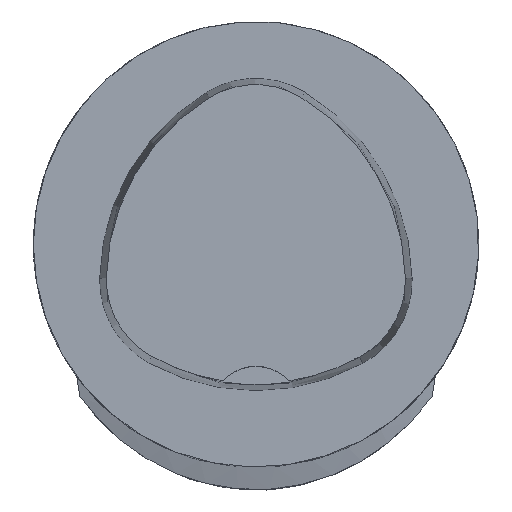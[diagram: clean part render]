
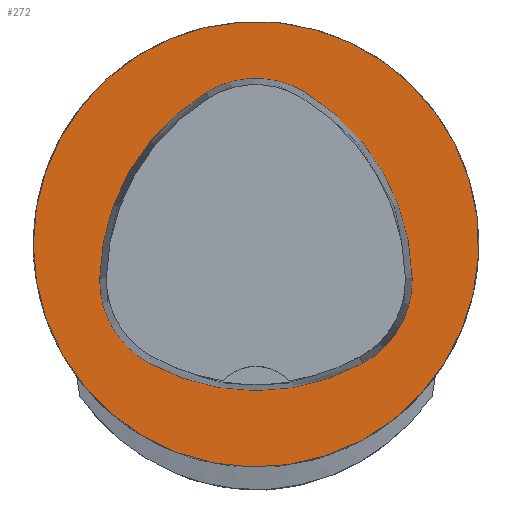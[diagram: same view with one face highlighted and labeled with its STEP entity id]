
A CAD part, top view. The second image highlights one B-rep face of the part: STEP entity #272.
In plain terms, the highlighted planar face has unit normal (0, 0, 1).
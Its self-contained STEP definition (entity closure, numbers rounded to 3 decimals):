
#272=ADVANCED_FACE('',(#689,#690),#345,.T.);
#345=PLANE('',#1854);
#689=FACE_BOUND('',#735,.T.);
#690=FACE_BOUND('',#736,.T.);
#735=EDGE_LOOP('',(#999,#1000,#1001,#1002,#1003,#1004));
#736=EDGE_LOOP('',(#1005));
#999=ORIENTED_EDGE('',*,*,#1549,.T.);
#1000=ORIENTED_EDGE('',*,*,#1529,.T.);
#1001=ORIENTED_EDGE('',*,*,#1533,.T.);
#1002=ORIENTED_EDGE('',*,*,#1536,.T.);
#1003=ORIENTED_EDGE('',*,*,#1539,.T.);
#1004=ORIENTED_EDGE('',*,*,#1547,.T.);
#1005=ORIENTED_EDGE('',*,*,#1511,.F.);
#1331=VERTEX_POINT('',#2718);
#1348=VERTEX_POINT('',#2764);
#1349=VERTEX_POINT('',#2765);
#1352=VERTEX_POINT('',#2773);
#1354=VERTEX_POINT('',#2779);
#1356=VERTEX_POINT('',#2785);
#1363=VERTEX_POINT('',#2806);
#1511=EDGE_CURVE('',#1331,#1331,#1663,.T.);
#1529=EDGE_CURVE('',#1348,#1349,#1664,.T.);
#1533=EDGE_CURVE('',#1349,#1352,#1666,.T.);
#1536=EDGE_CURVE('',#1352,#1354,#1668,.T.);
#1539=EDGE_CURVE('',#1354,#1356,#1670,.T.);
#1547=EDGE_CURVE('',#1356,#1363,#1674,.T.);
#1549=EDGE_CURVE('',#1363,#1348,#1676,.T.);
#1663=CIRCLE('',#1821,20.);
#1664=CIRCLE('',#1832,20.);
#1666=CIRCLE('',#1835,8.5);
#1668=CIRCLE('',#1838,20.);
#1670=CIRCLE('',#1841,8.5);
#1674=CIRCLE('',#1846,20.);
#1676=CIRCLE('',#1849,8.5);
#1821=AXIS2_PLACEMENT_3D('',#2717,#2113,#2114);
#1832=AXIS2_PLACEMENT_3D('',#2763,#2143,#2144);
#1835=AXIS2_PLACEMENT_3D('',#2772,#2151,#2152);
#1838=AXIS2_PLACEMENT_3D('',#2778,#2158,#2159);
#1841=AXIS2_PLACEMENT_3D('',#2784,#2165,#2166);
#1846=AXIS2_PLACEMENT_3D('',#2807,#2177,#2178);
#1849=AXIS2_PLACEMENT_3D('',#2810,#2183,#2184);
#1854=AXIS2_PLACEMENT_3D('',#2815,#2193,#2194);
#2113=DIRECTION('',(0.,0.,-1.));
#2114=DIRECTION('',(-1.,0.,0.));
#2143=DIRECTION('',(0.,0.,-1.));
#2144=DIRECTION('',(-1.,0.,0.));
#2151=DIRECTION('',(0.,0.,-1.));
#2152=DIRECTION('',(-1.,0.,0.));
#2158=DIRECTION('',(0.,0.,-1.));
#2159=DIRECTION('',(-1.,0.,0.));
#2165=DIRECTION('',(0.,0.,-1.));
#2166=DIRECTION('',(-1.,0.,0.));
#2177=DIRECTION('',(0.,0.,-1.));
#2178=DIRECTION('',(-1.,0.,0.));
#2183=DIRECTION('',(0.,0.,-1.));
#2184=DIRECTION('',(-1.,0.,0.));
#2193=DIRECTION('',(0.,0.,1.));
#2194=DIRECTION('',(1.,0.,0.));
#2717=CARTESIAN_POINT('',(0.,0.,0.));
#2718=CARTESIAN_POINT('',(-20.,0.,0.));
#2763=CARTESIAN_POINT('',(5.955,-3.414,0.));
#2764=CARTESIAN_POINT('',(-14.041,-3.042,0.));
#2765=CARTESIAN_POINT('',(-4.472,13.653,0.));
#2772=CARTESIAN_POINT('',(-0.04,6.4,0.));
#2773=CARTESIAN_POINT('',(4.347,13.68,0.));
#2778=CARTESIAN_POINT('',(-5.976,-3.45,0.));
#2779=CARTESIAN_POINT('',(14.021,-3.075,0.));
#2784=CARTESIAN_POINT('',(5.522,-3.235,0.));
#2785=CARTESIAN_POINT('',(9.588,-10.699,0.));
#2806=CARTESIAN_POINT('',(-9.655,-10.639,0.));
#2807=CARTESIAN_POINT('',(0.022,6.864,0.));
#2810=CARTESIAN_POINT('',(-5.543,-3.2,0.));
#2815=CARTESIAN_POINT('',(0.,0.,0.));
